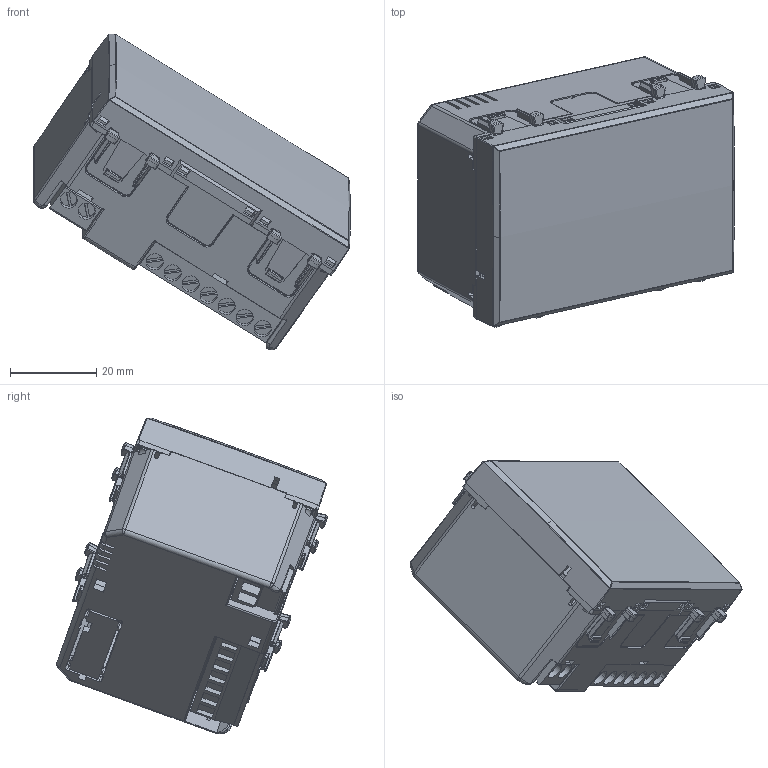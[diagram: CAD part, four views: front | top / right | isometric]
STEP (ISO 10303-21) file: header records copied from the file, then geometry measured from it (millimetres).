
FILE_DESCRIPTION(('CATIA V5 STEP Exchange'),'2;1');
FILE_NAME('442016S.stp','2024-03-06T10:53:03+00:00',('none'),('none'),'CATIA Version 5-6 Release 2016 SP6','CATIA V5 STEP AP203','none');
FILE_SCHEMA(('CONFIG_CONTROL_DESIGN'));
Length unit declared in the file: millimetre
Products named in the file (3): 442016S; DA0984_M; DA0998 (SSM-107-X-DV-BE-A)
Assembly tree (24 placements, depth 4):
  442016S
    #57
    DA0984_M
      #19276
      #22167
      #24151
      DA0998 (SSM-107-X-DV-BE-A)
        #27895  x14
        #30761
      #47849
    #58355
    #112051
Bounding box: 73.43 x 62.75 x 73.3 mm (x, y, z)
Volume: 41741.5 mm3; surface area: 47218.1 mm2
Topology: 29 solids, 29 shells, 4051 faces, 10549 edges, 6510 vertices
Faces by surface type: plane 2816, cylinder 947, bspline 128, cone 76, sphere 64, torus 20
Entity records: 112049 total; most frequent: CARTESIAN_POINT 47310, ORIENTED_EDGE 14952, DIRECTION 10465, EDGE_CURVE 7476, VECTOR 5395, LINE 5395, VERTEX_POINT 4681, EDGE_LOOP 2995
